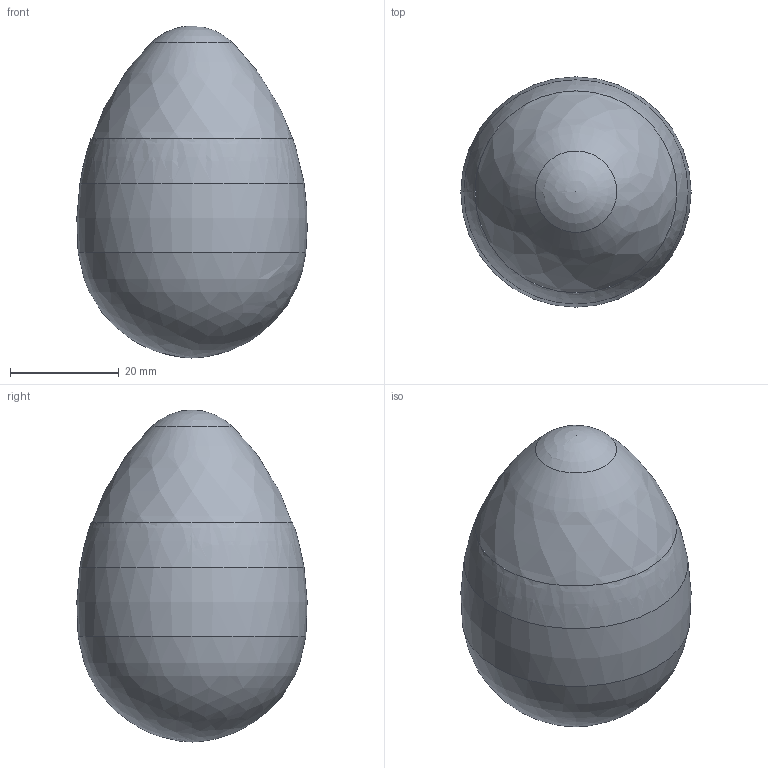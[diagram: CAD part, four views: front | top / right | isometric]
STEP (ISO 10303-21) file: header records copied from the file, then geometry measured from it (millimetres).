
FILE_DESCRIPTION(('FreeCAD Model'),'2;1');
FILE_NAME('Open CASCADE Shape Model','2023-04-09T14:25:59',(''),(''), 'Open CASCADE STEP processor 7.6','FreeCAD','Unknown');
FILE_SCHEMA(('AUTOMOTIVE_DESIGN { 1 0 10303 214 1 1 1 1 }'));
Length unit declared in the file: millimetre
Products named in the file (1): HotDog_EasterEgg v003
Bounding box: 42.46 x 42.45 x 61.2 mm (x, y, z)
Volume: 24374 mm3; surface area: 22041.5 mm2
Topology: 6 solids, 7 shells, 32 faces, 60 edges, 37 vertices
Faces by surface type: bspline 17, plane 10, sphere 2, cone 2, cylinder 1
Entity records: 7970 total; most frequent: CARTESIAN_POINT 6642, DIRECTION 145, ORIENTED_EDGE 112, PCURVE 112, DEFINITIONAL_REPRESENTATION 112, B_SPLINE_CURVE_WITH_KNOTS 81, EDGE_CURVE 56, LINE 52
